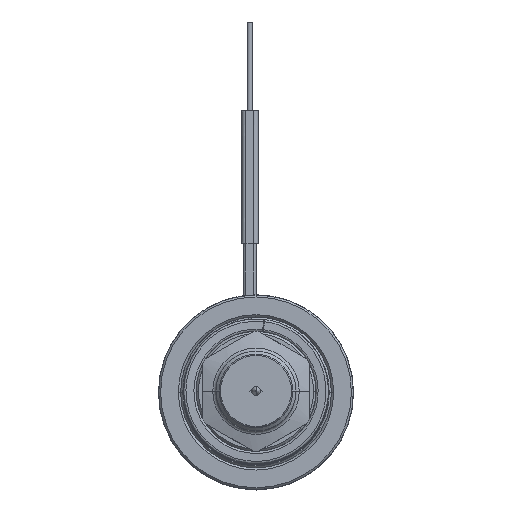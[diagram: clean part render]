
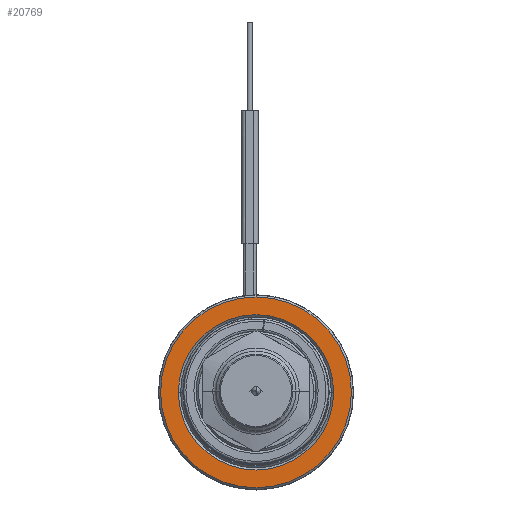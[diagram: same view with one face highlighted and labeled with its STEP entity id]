
A CAD part, top view. The second image highlights one B-rep face of the part: STEP entity #20769.
In plain terms, the highlighted planar face has unit normal (0, 0, 1).
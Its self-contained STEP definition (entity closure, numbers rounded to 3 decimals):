
#7692=CARTESIAN_POINT('',(0.,0.,40.));
#7693=DIRECTION('',(0.,0.,-1.));
#7694=DIRECTION('',(-1.,0.,0.));
#7695=AXIS2_PLACEMENT_3D('',#7692,#7693,#7694);
#7706=CARTESIAN_POINT('',(0.,0.,
40.));
#7707=DIRECTION('',(0.,0.,-1.));
#7708=DIRECTION('',(1.,0.,0.));
#7709=AXIS2_PLACEMENT_3D('',#7706,#7707,#7708);
#7720=CARTESIAN_POINT('',(0.,0.,
40.));
#7721=DIRECTION('',(0.,0.,-1.));
#7722=DIRECTION('',(1.,0.,0.));
#7723=AXIS2_PLACEMENT_3D('',#7720,#7721,#7722);
#7734=CARTESIAN_POINT('',(0.,0.,
40.));
#7735=DIRECTION('',(0.,0.,-1.));
#7736=DIRECTION('',(-1.,0.,0.));
#7737=AXIS2_PLACEMENT_3D('',#7734,#7735,#7736);
#7926=CARTESIAN_POINT('',(21.5,0.,40.));
#7927=CARTESIAN_POINT('',(-21.5,0.,40.));
#7928=VERTEX_POINT('',#7926);
#7929=VERTEX_POINT('',#7927);
#7930=CARTESIAN_POINT('',(17.5,0.,40.));
#7931=CARTESIAN_POINT('',(-17.5,0.,40.));
#7932=VERTEX_POINT('',#7930);
#7933=VERTEX_POINT('',#7931);
#20754=CARTESIAN_POINT('',(0.,0.,40.));
#20755=DIRECTION('',(0.,0.,1.));
#20756=DIRECTION('',(-1.,0.,0.));
#20757=AXIS2_PLACEMENT_3D('',#20754,#20755,#20756);
#20758=PLANE('',#20757);
#20759=ORIENTED_EDGE('',*,*,#20736,.T.);
#20760=ORIENTED_EDGE('',*,*,#20721,.T.);
#20761=EDGE_LOOP('',(#20759,#20760));
#20762=FACE_OUTER_BOUND('',#20761,.F.);
#20764=ORIENTED_EDGE('',*,*,#20763,.F.);
#20766=ORIENTED_EDGE('',*,*,#20765,.F.);
#20767=EDGE_LOOP('',(#20764,#20766));
#20768=FACE_BOUND('',#20767,.F.);
#7696=CIRCLE('',#7695,21.5);
#7710=CIRCLE('',#7709,21.5);
#7724=CIRCLE('',#7723,17.5);
#7738=CIRCLE('',#7737,17.5);
#20721=EDGE_CURVE('',#7929,#7928,#7696,.T.);
#20736=EDGE_CURVE('',#7928,#7929,#7710,.T.);
#20763=EDGE_CURVE('',#7932,#7933,#7724,.T.);
#20765=EDGE_CURVE('',#7933,#7932,#7738,.T.);
#20769=ADVANCED_FACE('',(#20762,#20768),#20758,.T.);
